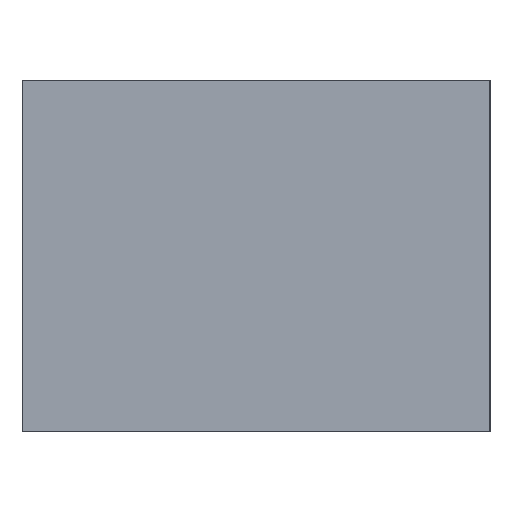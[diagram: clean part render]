
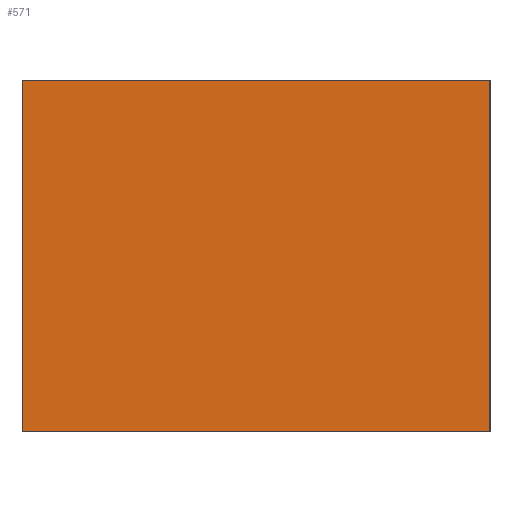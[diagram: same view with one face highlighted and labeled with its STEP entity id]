
A CAD part, left-side view. The second image highlights one B-rep face of the part: STEP entity #571.
In plain terms, the highlighted planar face has unit normal (-1, 0, 0).
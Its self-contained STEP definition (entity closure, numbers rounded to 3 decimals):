
#59 = PLANE('',#60);
#60 = AXIS2_PLACEMENT_3D('',#61,#62,#63);
#61 = CARTESIAN_POINT('',(-0.831,0.,0.));
#62 = DIRECTION('',(-0.,-0.,-1.));
#63 = DIRECTION('',(-1.,0.,0.));
#146 = EDGE_CURVE('',#147,#149,#151,.T.);
#147 = VERTEX_POINT('',#148);
#148 = CARTESIAN_POINT('',(-1.,-0.6,0.));
#149 = VERTEX_POINT('',#150);
#150 = CARTESIAN_POINT('',(-1.,0.6,0.));
#151 = SURFACE_CURVE('',#152,(#156,#163),.PCURVE_S1.);
#152 = LINE('',#153,#154);
#153 = CARTESIAN_POINT('',(-1.,-0.6,0.));
#154 = VECTOR('',#155,1.);
#155 = DIRECTION('',(0.,1.,0.));
#156 = PCURVE('',#59,#157);
#157 = DEFINITIONAL_REPRESENTATION('',(#158),#162);
#158 = LINE('',#159,#160);
#159 = CARTESIAN_POINT('',(0.169,-0.6));
#160 = VECTOR('',#161,1.);
#161 = DIRECTION('',(0.,1.));
#162 = ( GEOMETRIC_REPRESENTATION_CONTEXT(2) 
PARAMETRIC_REPRESENTATION_CONTEXT() REPRESENTATION_CONTEXT('2D SPACE',''
  ) );
#163 = PCURVE('',#164,#169);
#164 = PLANE('',#165);
#165 = AXIS2_PLACEMENT_3D('',#166,#167,#168);
#166 = CARTESIAN_POINT('',(-1.,-0.6,0.));
#167 = DIRECTION('',(-1.,0.,0.));
#168 = DIRECTION('',(0.,1.,0.));
#169 = DEFINITIONAL_REPRESENTATION('',(#170),#174);
#170 = LINE('',#171,#172);
#171 = CARTESIAN_POINT('',(0.,0.));
#172 = VECTOR('',#173,1.);
#173 = DIRECTION('',(1.,0.));
#174 = ( GEOMETRIC_REPRESENTATION_CONTEXT(2) 
PARAMETRIC_REPRESENTATION_CONTEXT() REPRESENTATION_CONTEXT('2D SPACE',''
  ) );
#192 = PLANE('',#193);
#193 = AXIS2_PLACEMENT_3D('',#194,#195,#196);
#194 = CARTESIAN_POINT('',(-1.,0.6,0.));
#195 = DIRECTION('',(0.,1.,0.));
#196 = DIRECTION('',(1.,0.,0.));
#270 = PLANE('',#271);
#271 = AXIS2_PLACEMENT_3D('',#272,#273,#274);
#272 = CARTESIAN_POINT('',(-0.661,-0.6,0.));
#273 = DIRECTION('',(0.,-1.,0.));
#274 = DIRECTION('',(-1.,0.,0.));
#571 = ADVANCED_FACE('',(#572),#164,.T.);
#572 = FACE_BOUND('',#573,.T.);
#573 = EDGE_LOOP('',(#574,#597,#625,#646));
#574 = ORIENTED_EDGE('',*,*,#575,.T.);
#575 = EDGE_CURVE('',#147,#576,#578,.T.);
#576 = VERTEX_POINT('',#577);
#577 = CARTESIAN_POINT('',(-1.,-0.6,0.9));
#578 = SURFACE_CURVE('',#579,(#583,#590),.PCURVE_S1.);
#579 = LINE('',#580,#581);
#580 = CARTESIAN_POINT('',(-1.,-0.6,0.));
#581 = VECTOR('',#582,1.);
#582 = DIRECTION('',(0.,0.,1.));
#583 = PCURVE('',#164,#584);
#584 = DEFINITIONAL_REPRESENTATION('',(#585),#589);
#585 = LINE('',#586,#587);
#586 = CARTESIAN_POINT('',(0.,0.));
#587 = VECTOR('',#588,1.);
#588 = DIRECTION('',(0.,-1.));
#589 = ( GEOMETRIC_REPRESENTATION_CONTEXT(2) 
PARAMETRIC_REPRESENTATION_CONTEXT() REPRESENTATION_CONTEXT('2D SPACE',''
  ) );
#590 = PCURVE('',#270,#591);
#591 = DEFINITIONAL_REPRESENTATION('',(#592),#596);
#592 = LINE('',#593,#594);
#593 = CARTESIAN_POINT('',(0.339,0.));
#594 = VECTOR('',#595,1.);
#595 = DIRECTION('',(0.,-1.));
#596 = ( GEOMETRIC_REPRESENTATION_CONTEXT(2) 
PARAMETRIC_REPRESENTATION_CONTEXT() REPRESENTATION_CONTEXT('2D SPACE',''
  ) );
#597 = ORIENTED_EDGE('',*,*,#598,.T.);
#598 = EDGE_CURVE('',#576,#599,#601,.T.);
#599 = VERTEX_POINT('',#600);
#600 = CARTESIAN_POINT('',(-1.,0.6,0.9));
#601 = SURFACE_CURVE('',#602,(#606,#613),.PCURVE_S1.);
#602 = LINE('',#603,#604);
#603 = CARTESIAN_POINT('',(-1.,-0.6,0.9));
#604 = VECTOR('',#605,1.);
#605 = DIRECTION('',(0.,1.,0.));
#606 = PCURVE('',#164,#607);
#607 = DEFINITIONAL_REPRESENTATION('',(#608),#612);
#608 = LINE('',#609,#610);
#609 = CARTESIAN_POINT('',(0.,-0.9));
#610 = VECTOR('',#611,1.);
#611 = DIRECTION('',(1.,0.));
#612 = ( GEOMETRIC_REPRESENTATION_CONTEXT(2) 
PARAMETRIC_REPRESENTATION_CONTEXT() REPRESENTATION_CONTEXT('2D SPACE',''
  ) );
#613 = PCURVE('',#614,#619);
#614 = PLANE('',#615);
#615 = AXIS2_PLACEMENT_3D('',#616,#617,#618);
#616 = CARTESIAN_POINT('',(-0.831,0.,0.9));
#617 = DIRECTION('',(-0.,-0.,-1.));
#618 = DIRECTION('',(-1.,0.,0.));
#619 = DEFINITIONAL_REPRESENTATION('',(#620),#624);
#620 = LINE('',#621,#622);
#621 = CARTESIAN_POINT('',(0.169,-0.6));
#622 = VECTOR('',#623,1.);
#623 = DIRECTION('',(0.,1.));
#624 = ( GEOMETRIC_REPRESENTATION_CONTEXT(2) 
PARAMETRIC_REPRESENTATION_CONTEXT() REPRESENTATION_CONTEXT('2D SPACE',''
  ) );
#625 = ORIENTED_EDGE('',*,*,#626,.F.);
#626 = EDGE_CURVE('',#149,#599,#627,.T.);
#627 = SURFACE_CURVE('',#628,(#632,#639),.PCURVE_S1.);
#628 = LINE('',#629,#630);
#629 = CARTESIAN_POINT('',(-1.,0.6,0.));
#630 = VECTOR('',#631,1.);
#631 = DIRECTION('',(0.,0.,1.));
#632 = PCURVE('',#164,#633);
#633 = DEFINITIONAL_REPRESENTATION('',(#634),#638);
#634 = LINE('',#635,#636);
#635 = CARTESIAN_POINT('',(1.2,0.));
#636 = VECTOR('',#637,1.);
#637 = DIRECTION('',(0.,-1.));
#638 = ( GEOMETRIC_REPRESENTATION_CONTEXT(2) 
PARAMETRIC_REPRESENTATION_CONTEXT() REPRESENTATION_CONTEXT('2D SPACE',''
  ) );
#639 = PCURVE('',#192,#640);
#640 = DEFINITIONAL_REPRESENTATION('',(#641),#645);
#641 = LINE('',#642,#643);
#642 = CARTESIAN_POINT('',(0.,0.));
#643 = VECTOR('',#644,1.);
#644 = DIRECTION('',(0.,-1.));
#645 = ( GEOMETRIC_REPRESENTATION_CONTEXT(2) 
PARAMETRIC_REPRESENTATION_CONTEXT() REPRESENTATION_CONTEXT('2D SPACE',''
  ) );
#646 = ORIENTED_EDGE('',*,*,#146,.F.);
